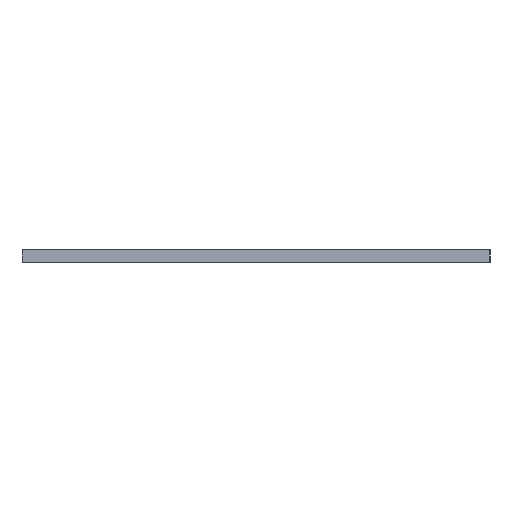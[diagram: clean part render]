
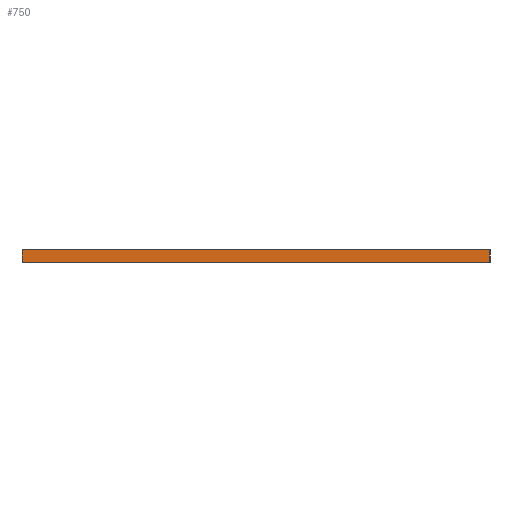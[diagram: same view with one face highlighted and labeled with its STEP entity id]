
A CAD part, left-side view. The second image highlights one B-rep face of the part: STEP entity #750.
In plain terms, the highlighted planar face has unit normal (-1, 0, 0).
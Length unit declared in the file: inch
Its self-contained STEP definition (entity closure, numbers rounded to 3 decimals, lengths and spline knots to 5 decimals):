
#25 = CARTESIAN_POINT ( 'NONE',  ( 2.87004, 12.4415, 0. ) ) ;
#29 = DIRECTION ( 'NONE',  ( 1., 0., 0. ) ) ;
#38 = CARTESIAN_POINT ( 'NONE',  ( 2.87004, 5.6915, 0. ) ) ;
#60 = CARTESIAN_POINT ( 'NONE',  ( 2.87004, 0., 0.187 ) ) ;
#61 = CARTESIAN_POINT ( 'NONE',  ( 2.87004, 5.6915, 0.187 ) ) ;
#67 = PLANE ( 'NONE',  #506 ) ;
#124 = EDGE_CURVE ( 'NONE', #555, #552, #320, .T. ) ;
#158 = VECTOR ( 'NONE', #653, 39.37008 ) ;
#163 = LINE ( 'NONE', #658, #158 ) ;
#164 = VECTOR ( 'NONE', #703, 39.37008 ) ;
#167 = VECTOR ( 'NONE', #738, 39.37008 ) ;
#169 = LINE ( 'NONE', #741, #167 ) ;
#174 = LINE ( 'NONE', #749, #164 ) ;
#185 = FACE_OUTER_BOUND ( 'NONE', #563, .T. ) ;
#307 = CARTESIAN_POINT ( 'NONE',  ( 2.87004, 12.4415, 0.187 ) ) ;
#309 = VECTOR ( 'NONE', #648, 39.37008 ) ;
#320 = LINE ( 'NONE', #676, #309 ) ;
#467 = ORIENTED_EDGE ( 'NONE', *, *, #780, .F. ) ;
#506 = AXIS2_PLACEMENT_3D ( 'NONE', #60, #29, #639 ) ;
#525 = VERTEX_POINT ( 'NONE', #25 ) ;
#545 = VERTEX_POINT ( 'NONE', #38 ) ;
#552 = VERTEX_POINT ( 'NONE', #61 ) ;
#555 = VERTEX_POINT ( 'NONE', #307 ) ;
#563 = EDGE_LOOP ( 'NONE', ( #709, #467, #590, #577 ) ) ;
#577 = ORIENTED_EDGE ( 'NONE', *, *, #794, .T. ) ;
#590 = ORIENTED_EDGE ( 'NONE', *, *, #124, .F. ) ;
#639 = DIRECTION ( 'NONE',  ( 0., 0., -1. ) ) ;
#648 = DIRECTION ( 'NONE',  ( 0., -1., 0. ) ) ;
#653 = DIRECTION ( 'NONE',  ( 0., 0., -1. ) ) ;
#658 = CARTESIAN_POINT ( 'NONE',  ( 2.87004, 12.4415, 0.187 ) ) ;
#676 = CARTESIAN_POINT ( 'NONE',  ( 2.87004, 0., 0.187 ) ) ;
#703 = DIRECTION ( 'NONE',  ( 0., -1., 0. ) ) ;
#709 = ORIENTED_EDGE ( 'NONE', *, *, #789, .T. ) ;
#738 = DIRECTION ( 'NONE',  ( 0., 0., -1. ) ) ;
#741 = CARTESIAN_POINT ( 'NONE',  ( 2.87004, 5.6915, 0.187 ) ) ;
#749 = CARTESIAN_POINT ( 'NONE',  ( 2.87004, 0., 0. ) ) ;
#750 = ADVANCED_FACE ( 'NONE', ( #185 ), #67, .F. ) ;
#780 = EDGE_CURVE ( 'NONE', #552, #545, #169, .T. ) ;
#789 = EDGE_CURVE ( 'NONE', #525, #545, #174, .T. ) ;
#794 = EDGE_CURVE ( 'NONE', #555, #525, #163, .T. ) ;
